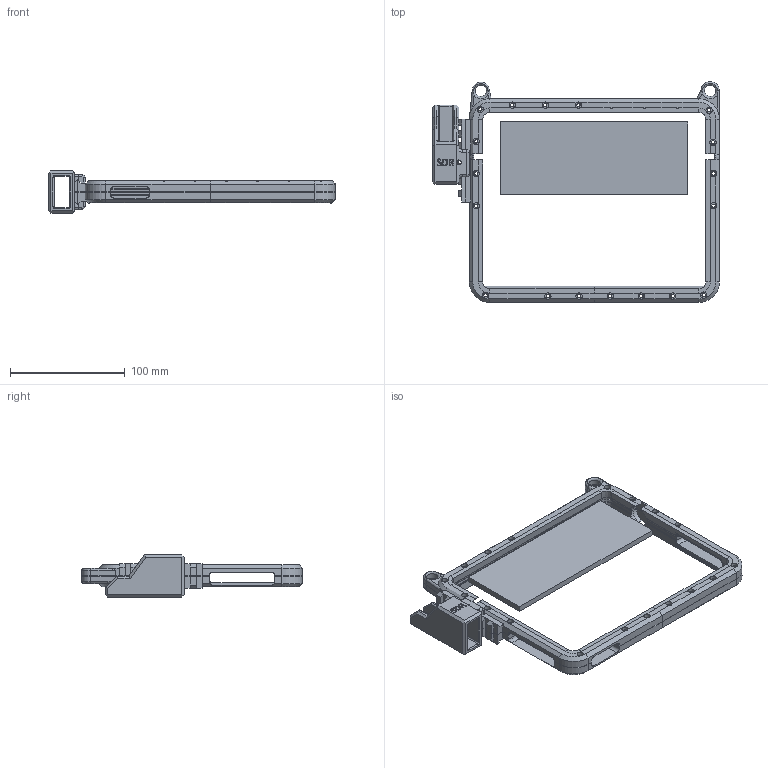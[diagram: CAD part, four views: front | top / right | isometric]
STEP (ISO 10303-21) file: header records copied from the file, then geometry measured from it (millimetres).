
FILE_DESCRIPTION(/* description */ (''),/* implementation_level */ '2;1');
FILE_NAME(/* name */ 'field ops shell bottom.step',/* time_stamp */ '2024-08-09T20:42:12-06:00',/* author */ (''),/* organization */ (''),/* preprocessor_version */ 'ST-DEVELOPER v20',/* originating_system */ 'Autodesk Translation Framework v13.14.0.145',/* authorisation */ '');
FILE_SCHEMA (('AUTOMOTIVE_DESIGN { 1 0 10303 214 3 1 1 }'));
Length unit declared in the file: millimetre
Products named in the file (2): field ops shell; rtlSDR mount
Assembly tree (1 placements, depth 2):
  field ops shell
    rtlSDR mount
Bounding box: 249.96 x 192.49 x 36.72 mm (x, y, z)
Volume: 209495.4 mm3; surface area: 98731.3 mm2
Topology: 4 solids, 4 shells, 930 faces, 2633 edges, 1708 vertices
Faces by surface type: plane 521, cylinder 209, bspline 132, torus 34, cone 34
Full cylindrical faces by diameter (mm): 3 x37, 5.5 x18, 10 x4
Entity records: 31845 total; most frequent: CARTESIAN_POINT 8053, ORIENTED_EDGE 5262, DIRECTION 4489, EDGE_CURVE 2631, LINE 1717, VECTOR 1717, VERTEX_POINT 1708, AXIS2_PLACEMENT_3D 1386
